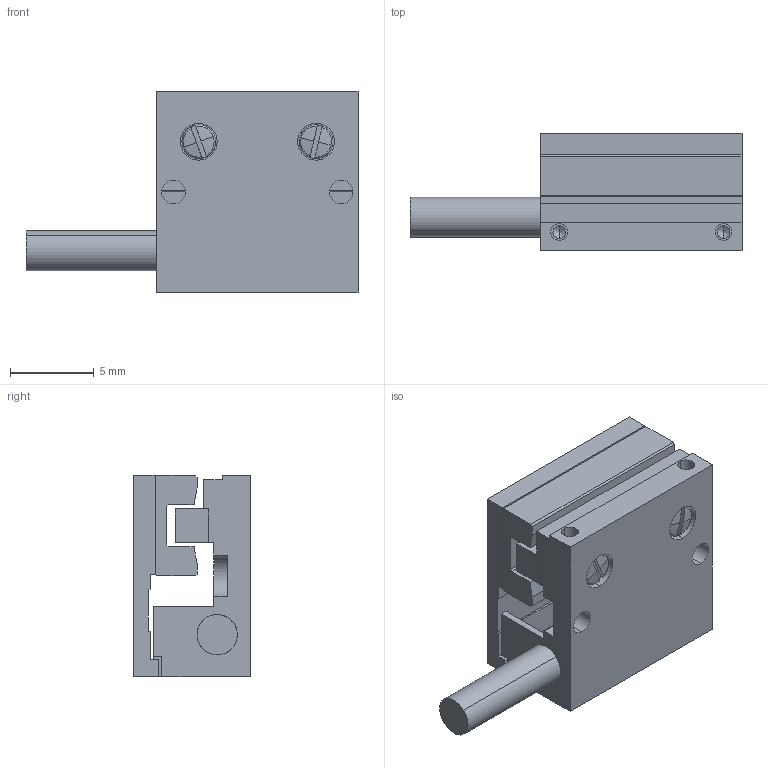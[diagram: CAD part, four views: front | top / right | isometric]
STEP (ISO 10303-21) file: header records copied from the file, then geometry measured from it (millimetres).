
FILE_DESCRIPTION (( 'STEP AP214' ), '1' );
FILE_NAME ('PP-12-11000.STEP', '2022-01-18T01:22:41', ( '' ), ( '' ), 'SwSTEP 2.0', 'SolidWorks 2020', '' );
FILE_SCHEMA (( 'AUTOMOTIVE_DESIGN' ));
Length unit declared in the file: millimetre
Products named in the file (9): 430629 PP-12, Base; 430630 PP-12, Carriage; SYBS6-11 bed; SYBS6-11 table; SYBS6-11_Centered; Wire; SCREW, MS-SCH, M-DIN_M1 x 0.25 x 03mm; SCREW, MS-SCH, M-DIN_M1.4 x 0.3 x 01mm; PP-12-11000
Assembly tree (10 placements, depth 3):
  PP-12-11000
    430629 PP-12, Base
    430630 PP-12, Carriage
    SYBS6-11_Centered
      SYBS6-11 bed
      SYBS6-11 table
    Wire
    SCREW, MS-SCH, M-DIN_M1 x 0.25 x 03mm  x2
    SCREW, MS-SCH, M-DIN_M1.4 x 0.3 x 01mm  x2
Bounding box: 19.8 x 7 x 12 mm (x, y, z)
Volume: 724.4 mm3; surface area: 1516 mm2
Topology: 9 solids, 9 shells, 222 faces, 572 edges, 371 vertices
Faces by surface type: plane 102, cylinder 74, torus 16, sphere 16, cone 14
Entity records: 6358 total; most frequent: CARTESIAN_POINT 1141, DIRECTION 1044, ORIENTED_EDGE 956, EDGE_CURVE 478, AXIS2_PLACEMENT_3D 378, VERTEX_POINT 315, VECTOR 288, LINE 288
